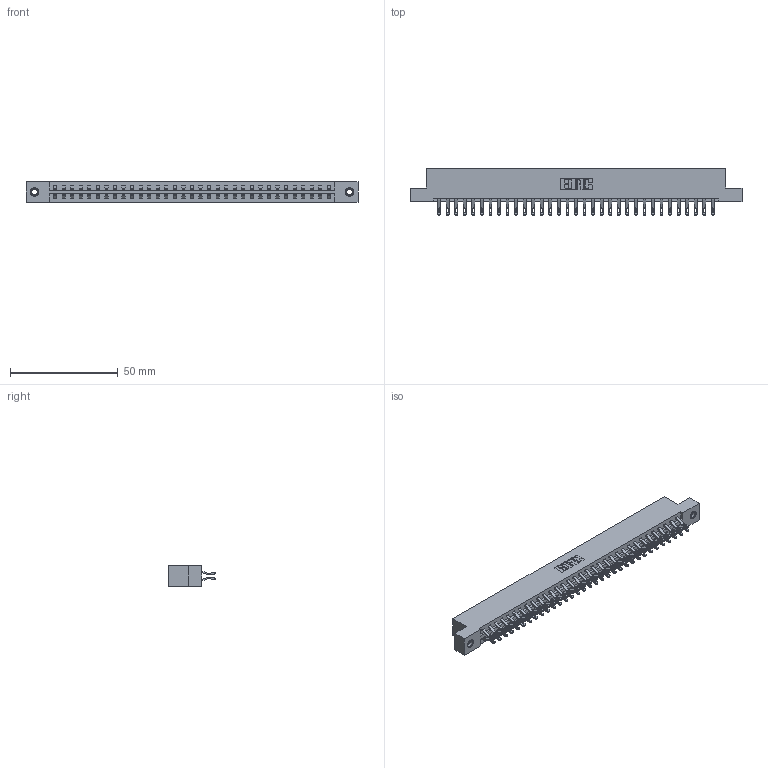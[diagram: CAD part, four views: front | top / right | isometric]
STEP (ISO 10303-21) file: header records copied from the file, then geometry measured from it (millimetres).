
FILE_DESCRIPTION (( 'STEP AP203' ), '1' );
FILE_NAME ('387-066-555-207.STEP', '2018-09-21T11:02:00', ( '' ), ( '' ), 'SwSTEP 2.0', 'SolidWorks 2016', '' );
FILE_SCHEMA (( 'CONFIG_CONTROL_DESIGN' ));
Length unit declared in the file: inch
Products named in the file (4): 337 Part_Flush Mounting Lugs - 0.156 Dia-TI; 345-292-001_555 Tail; 345-250-001_345-250-005-103; 387-066-555-207
Assembly tree (69 placements, depth 2):
  387-066-555-207
    337 Part_Flush Mounting Lugs - 0.156 Dia-TI
    345-292-001_555 Tail  x66
    345-250-001_345-250-005-103  x2
Bounding box: 153.77 x 21.47 x 9.4 mm (x, y, z)
Volume: 16263.8 mm3; surface area: 19056.2 mm2
Topology: 69 solids, 69 shells, 4134 faces, 12921 edges, 8606 vertices
Faces by surface type: plane 2478, cylinder 1640, cone 12, torus 4
Entity records: 28262 total; most frequent: CARTESIAN_POINT 4783, ORIENTED_EDGE 4682, DIRECTION 4087, EDGE_CURVE 2341, VECTOR 2173, LINE 2173, VERTEX_POINT 1556, AXIS2_PLACEMENT_3D 957
